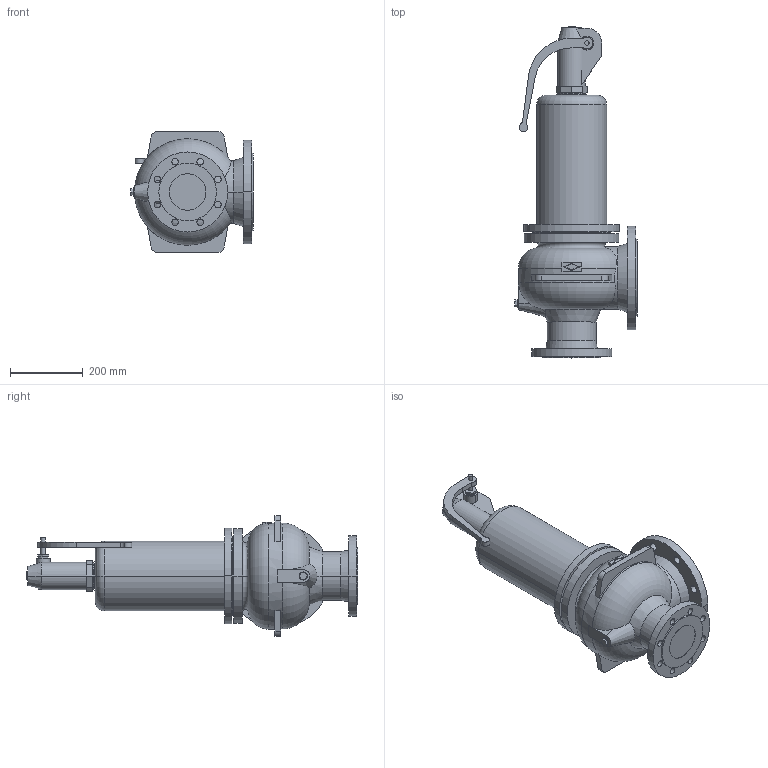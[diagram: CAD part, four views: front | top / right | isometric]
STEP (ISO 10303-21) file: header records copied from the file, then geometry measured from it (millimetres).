
FILE_DESCRIPTION(('Creo Elements/Direct Modeling STEP Export'),'2;1');
FILE_NAME('c000000798.stp','2013-11-13T10:53:29',(''),(''),'Creo Elements/Direct Modeling STEP processor for AP214 (Solid Model)','Creo Elements/Direct Modeling 17.0D 15-Jul-2011 (C) Parametric Technology GmbH','');
FILE_SCHEMA(('AUTOMOTIVE_DESIGN { 1 0 10303 214 1 1 1 1 }'));
Length unit declared in the file: millimetre
Products named in the file (1): 1
Bounding box: 336 x 912 x 332 mm (x, y, z)
Volume: 28991353.5 mm3; surface area: 942226.3 mm2
Topology: 1 solids, 1 shells, 200 faces, 493 edges, 325 vertices
Faces by surface type: cylinder 93, plane 89, cone 11, torus 7
Entity records: 5926 total; most frequent: CARTESIAN_POINT 1266, ORIENTED_EDGE 986, DIRECTION 920, EDGE_CURVE 493, AXIS2_PLACEMENT_3D 336, VERTEX_POINT 325, EDGE_LOOP 262, VECTOR 248
